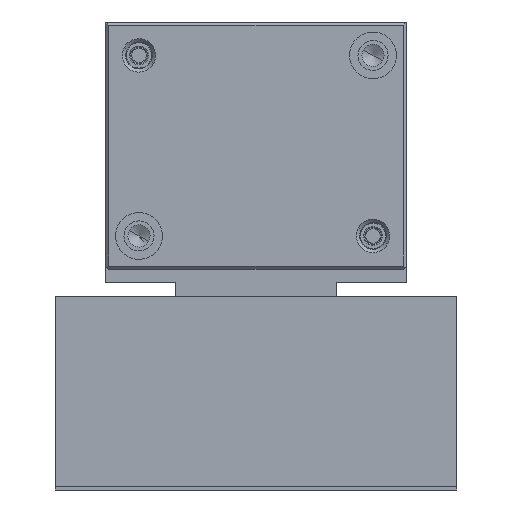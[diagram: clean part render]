
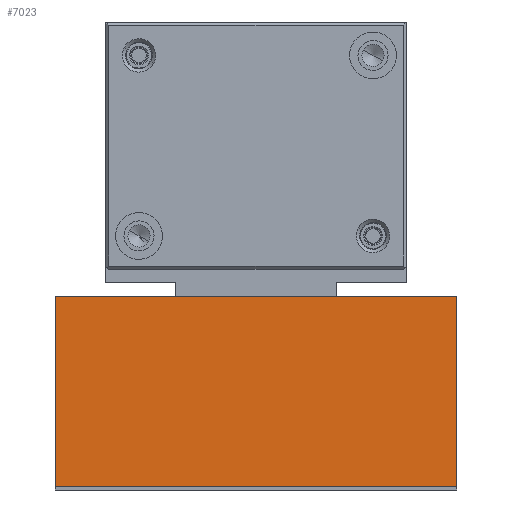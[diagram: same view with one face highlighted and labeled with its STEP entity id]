
A CAD part, front view. The second image highlights one B-rep face of the part: STEP entity #7023.
In plain terms, the highlighted planar face has unit normal (0, -1, 0).
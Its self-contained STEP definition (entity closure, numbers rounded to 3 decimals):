
#6299=CARTESIAN_POINT('Vertex',(46.654,-154.65,-12.987)) ;
#6313=CARTESIAN_POINT('Vertex',(166.654,-154.65,-12.987)) ;
#6316=CARTESIAN_POINT('Line Origine',(106.654,-154.65,-12.987)) ;
#6993=CARTESIAN_POINT('Axis2P3D Location',(46.654,-154.65,-12.987)) ;
#6998=CARTESIAN_POINT('Line Origine',(166.654,-154.65,15.513)) ;
#7002=CARTESIAN_POINT('Vertex',(166.654,-154.65,44.013)) ;
#7005=CARTESIAN_POINT('Line Origine',(106.654,-154.65,44.013)) ;
#7009=CARTESIAN_POINT('Vertex',(46.654,-154.65,44.013)) ;
#7012=CARTESIAN_POINT('Line Origine',(46.654,-154.65,15.513)) ;
#6317=DIRECTION('Vector Direction',(1.,0.,0.)) ;
#6994=DIRECTION('Axis2P3D Direction',(0.,-1.,0.)) ;
#6995=DIRECTION('Axis2P3D XDirection',(1.,0.,0.)) ;
#6999=DIRECTION('Vector Direction',(0.,0.,1.)) ;
#7006=DIRECTION('Vector Direction',(-1.,0.,0.)) ;
#7013=DIRECTION('Vector Direction',(0.,0.,-1.)) ;
#6996=AXIS2_PLACEMENT_3D('Plane Axis2P3D',#6993,#6994,#6995) ;
#7018=ORIENTED_EDGE('',*,*,#7004,.T.) ;
#7019=ORIENTED_EDGE('',*,*,#7011,.T.) ;
#7020=ORIENTED_EDGE('',*,*,#7016,.T.) ;
#7021=ORIENTED_EDGE('',*,*,#6320,.T.) ;
#6318=VECTOR('Line Direction',#6317,1.) ;
#7000=VECTOR('Line Direction',#6999,1.) ;
#7007=VECTOR('Line Direction',#7006,1.) ;
#7014=VECTOR('Line Direction',#7013,1.) ;
#7023=ADVANCED_FACE('Brep With Voids',(#7022),#6997,.T.) ;
#6320=EDGE_CURVE('',#6300,#6314,#6319,.T.) ;
#7004=EDGE_CURVE('',#6314,#7003,#7001,.T.) ;
#7011=EDGE_CURVE('',#7003,#7010,#7008,.T.) ;
#7016=EDGE_CURVE('',#7010,#6300,#7015,.T.) ;
#7017=EDGE_LOOP('',(#7018,#7019,#7020,#7021)) ;
#7022=FACE_OUTER_BOUND('',#7017,.T.) ;
#6319=LINE('Line',#6316,#6318) ;
#7001=LINE('Line',#6998,#7000) ;
#7008=LINE('Line',#7005,#7007) ;
#7015=LINE('Line',#7012,#7014) ;
#6997=PLANE('Plane',#6996) ;
#6300=VERTEX_POINT('',#6299) ;
#6314=VERTEX_POINT('',#6313) ;
#7003=VERTEX_POINT('',#7002) ;
#7010=VERTEX_POINT('',#7009) ;
